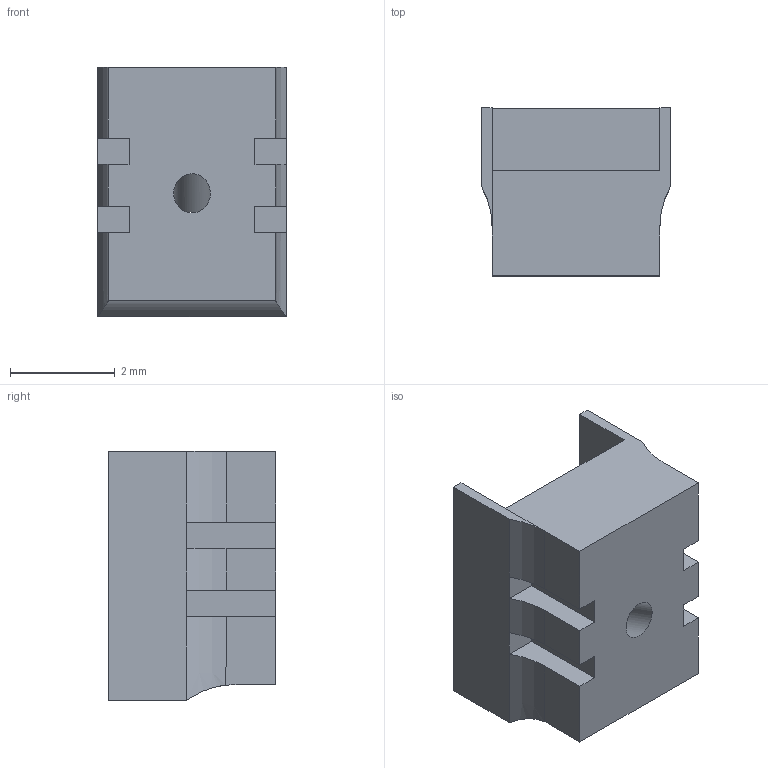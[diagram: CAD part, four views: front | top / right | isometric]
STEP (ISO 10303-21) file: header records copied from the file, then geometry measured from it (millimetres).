
FILE_DESCRIPTION(/* description */ (''),/* implementation_level */ '2;1');
FILE_NAME(/* name */ 'base_v7.step',/* time_stamp */ '2020-10-26T09:27:36-04:00',/* author */ (''),/* organization */ (''),/* preprocessor_version */ 'ST-DEVELOPER v18.1',/* originating_system */ 'Autodesk Translation Framework v9.3.0.1241',/* authorisation */ '');
FILE_SCHEMA (('AUTOMOTIVE_DESIGN { 1 0 10303 214 3 1 1 }'));
Length unit declared in the file: millimetre
Products named in the file (1): base
Bounding box: 3.6 x 3.2 x 4.75 mm (x, y, z)
Volume: 29.7 mm3; surface area: 116 mm2
Topology: 1 solids, 1 shells, 62 faces, 157 edges, 101 vertices
Faces by surface type: plane 54, cylinder 5, bspline 3
Full cylindrical faces by diameter (mm): 0.7 x1
Entity records: 1985 total; most frequent: CARTESIAN_POINT 478, ORIENTED_EDGE 314, DIRECTION 275, EDGE_CURVE 157, LINE 137, VECTOR 137, VERTEX_POINT 101, AXIS2_PLACEMENT_3D 69
